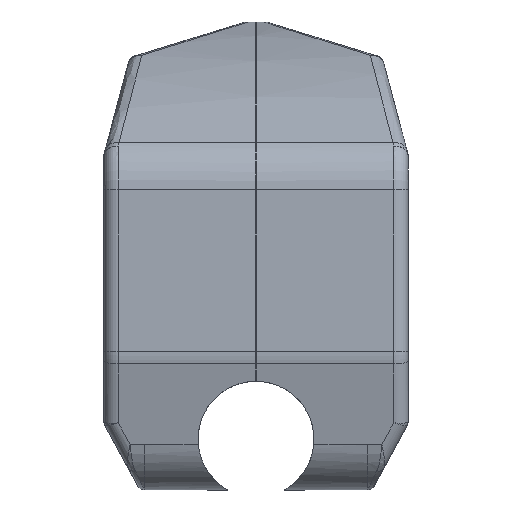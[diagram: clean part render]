
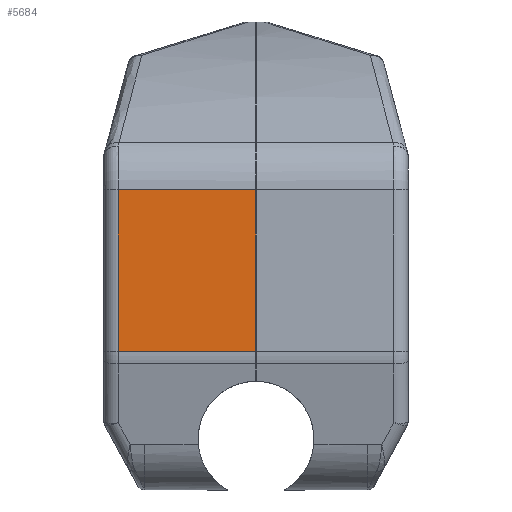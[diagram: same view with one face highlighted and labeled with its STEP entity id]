
A CAD part, left-side view. The second image highlights one B-rep face of the part: STEP entity #5684.
In plain terms, the highlighted planar face has unit normal (-1, 0, 0).
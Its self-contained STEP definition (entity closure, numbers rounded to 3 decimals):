
#47 = FACE_OUTER_BOUND ( 'NONE', #256, .T. ) ;
#62 = EDGE_CURVE ( 'NONE', #6823, #2856, #3630, .T. ) ;
#225 = ORIENTED_EDGE ( 'NONE', *, *, #6906, .T. ) ;
#256 = EDGE_LOOP ( 'NONE', ( #3443, #225, #7913, #1594 ) ) ;
#496 = DIRECTION ( 'NONE',  ( 0., 0., 1. ) ) ;
#1087 = VECTOR ( 'NONE', #4736, 1000. ) ;
#1090 = VERTEX_POINT ( 'NONE', #5425 ) ;
#1222 = DIRECTION ( 'NONE',  ( 1., 0., 0. ) ) ;
#1495 = CARTESIAN_POINT ( 'NONE',  ( -28.5, 9.5, -17.591 ) ) ;
#1594 = ORIENTED_EDGE ( 'NONE', *, *, #4091, .T. ) ;
#2068 = VECTOR ( 'NONE', #496, 1000. ) ;
#2380 = CARTESIAN_POINT ( 'NONE',  ( -28.5, 10.5, -6.456 ) ) ;
#2396 = EDGE_CURVE ( 'NONE', #1090, #4922, #5633, .T. ) ;
#2856 = VERTEX_POINT ( 'NONE', #4665 ) ;
#3260 = DIRECTION ( 'NONE',  ( 0., 0., -1. ) ) ;
#3384 = LINE ( 'NONE', #4658, #1087 ) ;
#3443 = ORIENTED_EDGE ( 'NONE', *, *, #2396, .F. ) ;
#3630 = LINE ( 'NONE', #4282, #7826 ) ;
#4084 = CARTESIAN_POINT ( 'NONE',  ( -28.5, 10.5, -17.591 ) ) ;
#4091 = EDGE_CURVE ( 'NONE', #2856, #4922, #8094, .T. ) ;
#4282 = CARTESIAN_POINT ( 'NONE',  ( -28.5, 10.5, -17.591 ) ) ;
#4376 = CARTESIAN_POINT ( 'NONE',  ( -28.5, 0.001, -6.456 ) ) ;
#4658 = CARTESIAN_POINT ( 'NONE',  ( -28.5, 9.5, -17.591 ) ) ;
#4665 = CARTESIAN_POINT ( 'NONE',  ( -28.5, 0.001, -17.591 ) ) ;
#4736 = DIRECTION ( 'NONE',  ( 0., 0., -1. ) ) ;
#4922 = VERTEX_POINT ( 'NONE', #4376 ) ;
#5079 = DIRECTION ( 'NONE',  ( 0., -1., 0. ) ) ;
#5200 = CARTESIAN_POINT ( 'NONE',  ( -28.5, 0.001, 21.494 ) ) ;
#5425 = CARTESIAN_POINT ( 'NONE',  ( -28.5, 9.5, -6.456 ) ) ;
#5633 = LINE ( 'NONE', #2380, #6996 ) ;
#5684 = ADVANCED_FACE ( 'NONE', ( #47 ), #7398, .F. ) ;
#5862 = AXIS2_PLACEMENT_3D ( 'NONE', #4084, #1222, #3260 ) ;
#6189 = DIRECTION ( 'NONE',  ( 0., -1., 0. ) ) ;
#6823 = VERTEX_POINT ( 'NONE', #1495 ) ;
#6906 = EDGE_CURVE ( 'NONE', #1090, #6823, #3384, .T. ) ;
#6996 = VECTOR ( 'NONE', #5079, 1000. ) ;
#7398 = PLANE ( 'NONE',  #5862 ) ;
#7826 = VECTOR ( 'NONE', #6189, 1000. ) ;
#7913 = ORIENTED_EDGE ( 'NONE', *, *, #62, .T. ) ;
#8094 = LINE ( 'NONE', #5200, #2068 ) ;
